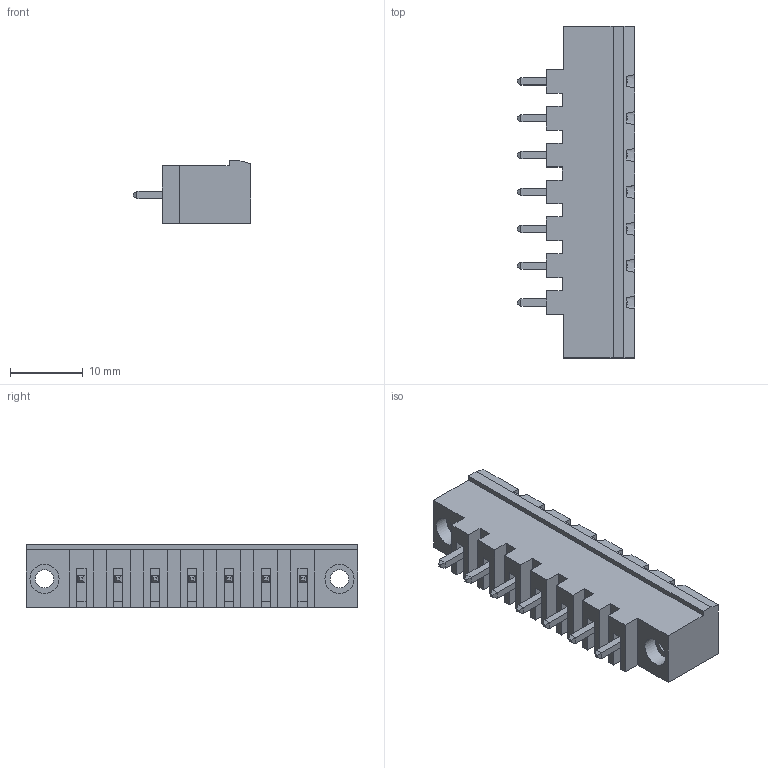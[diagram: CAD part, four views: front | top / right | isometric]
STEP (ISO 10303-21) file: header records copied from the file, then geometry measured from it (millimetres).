
FILE_DESCRIPTION( ( 'STEP AP214' ), '1' );
FILE_NAME( 'PV07-5,08-V-K.stp', ' ', ( ' ' ), ( ' ' ), 'PSStep 14.0', 'VISI 19.0', ' ' );
FILE_SCHEMA( ( 'AUTOMOTIVE_DESIGN { 1 0 10303 214 1 1 1 1 }' ) );
Length unit declared in the file: millimetre
Products named in the file (1): 1
Bounding box: 16.2 x 45.72 x 8.6 mm (x, y, z)
Volume: 2235.2 mm3; surface area: 3584.9 mm2
Topology: 1 solids, 1 shells, 297 faces, 747 edges, 477 vertices
Faces by surface type: plane 272, cone 14, cylinder 11
Full cylindrical faces by diameter (mm): 2.5 x2, 4 x2
Entity records: 10957 total; most frequent: CARTESIAN_POINT 1539, ORIENTED_EDGE 1458, DIRECTION 1354, EDGE_CURVE 729, LINE 672, VECTOR 672, VERTEX_POINT 470, AXIS2_PLACEMENT_3D 341
